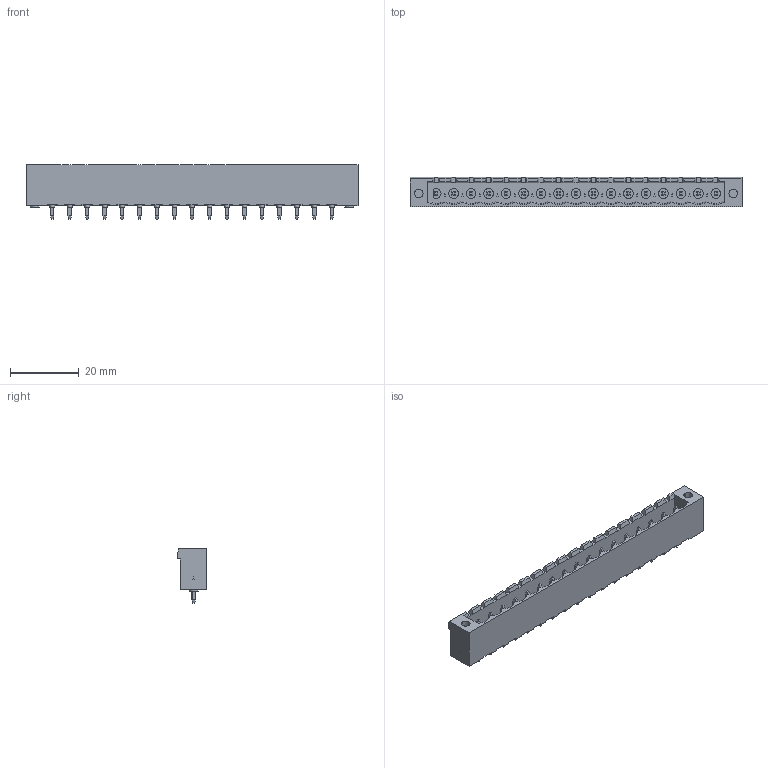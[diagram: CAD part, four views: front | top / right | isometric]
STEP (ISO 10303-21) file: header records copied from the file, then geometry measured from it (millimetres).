
FILE_DESCRIPTION((''),'2;1');
FILE_NAME('PHOENIX_1777222.stp','2011-06-20T14:46:49',(''),(''),'Mechanical Desktop 2011','Mechanical Desktop 2011',', , ');
FILE_SCHEMA(('AUTOMOTIVE_DESIGN { 1 2 10303 214 1 1 1 1 }'));
Length unit declared in the file: millimetre
Products named in the file (1): Product
Bounding box: 96.52 x 8.6 x 15.9 mm (x, y, z)
Volume: 5063.6 mm3; surface area: 6925.2 mm2
Topology: 35 solids, 35 shells, 1000 faces, 2274 edges, 1425 vertices
Faces by surface type: plane 680, bspline 171, cylinder 115, sphere 17, cone 17
Entity records: 27816 total; most frequent: CARTESIAN_POINT 5617, ORIENTED_EDGE 4540, DIRECTION 4300, EDGE_CURVE 2270, VECTOR 1840, LINE 1840, VERTEX_POINT 1417, AXIS2_PLACEMENT_3D 1230
